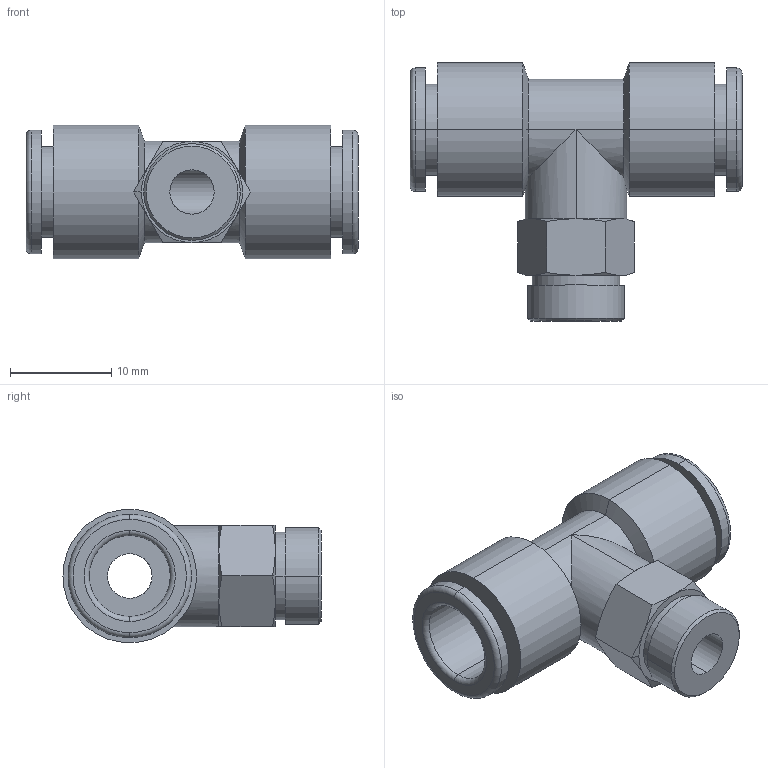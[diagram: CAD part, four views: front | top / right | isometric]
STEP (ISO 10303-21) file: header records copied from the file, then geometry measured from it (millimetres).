
FILE_DESCRIPTION (( 'STEP AP214' ), '1' );
FILE_NAME ('KQ2T08-U01A.step.step', '2017-05-05T23:18:28', ( 'Windows User' ), ( '' ), 'SwSTEP 2.0', 'SolidWorks 2017', '' );
FILE_SCHEMA (( 'AUTOMOTIVE_DESIGN' ));
Length unit declared in the file: millimetre
Products named in the file (2): KQ2T08-U01A.step; KQ2T08-U01A.step_KQ2T_08-01
Assembly tree (1 placements, depth 2):
  KQ2T08-U01A.step
    KQ2T08-U01A.step_KQ2T_08-01
Bounding box: 32.8 x 25.5 x 13.2 mm (x, y, z)
Volume: 3059.8 mm3; surface area: 3217.2 mm2
Topology: 1 solids, 1 shells, 76 faces, 160 edges, 94 vertices
Faces by surface type: cylinder 31, cone 20, plane 17, torus 8
Entity records: 2538 total; most frequent: CARTESIAN_POINT 534, DIRECTION 372, ORIENTED_EDGE 320, AXIS2_PLACEMENT_3D 164, EDGE_CURVE 160, VERTEX_POINT 94, EDGE_LOOP 88, CIRCLE 84
